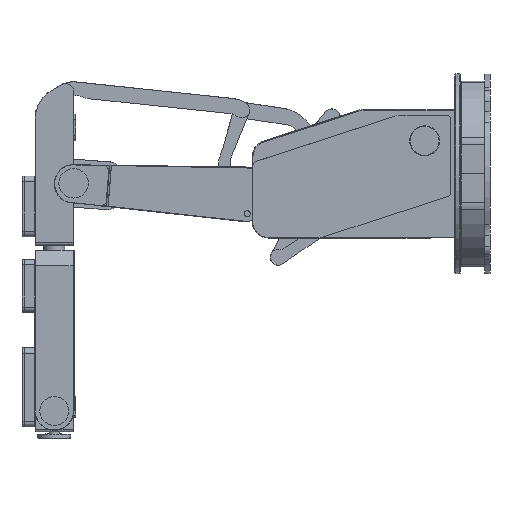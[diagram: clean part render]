
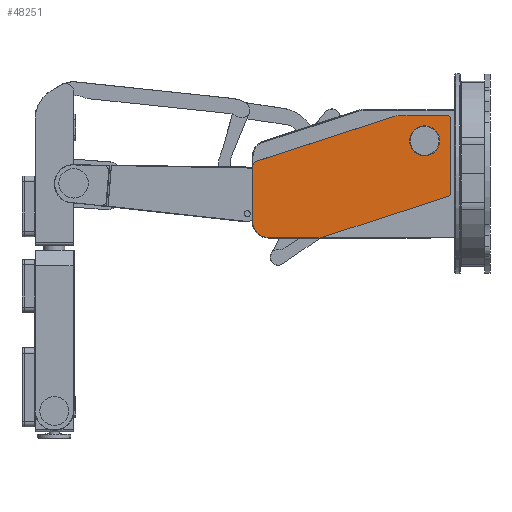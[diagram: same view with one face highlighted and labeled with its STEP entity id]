
A CAD part, left-side view. The second image highlights one B-rep face of the part: STEP entity #48251.
In plain terms, the highlighted planar face has unit normal (-1, 0, -0.003).
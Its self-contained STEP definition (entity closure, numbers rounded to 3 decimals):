
#87 = CIRCLE ( 'NONE', #34824, 30.5 ) ;
#679 = VERTEX_POINT ( 'NONE', #16783 ) ;
#696 = EDGE_LOOP ( 'NONE', ( #7880, #43991, #27213, #48579, #42279, #17820, #24997, #18682, #2132, #25294, #40502, #48864 ) ) ;
#869 = EDGE_CURVE ( 'NONE', #27444, #24882, #17887, .T. ) ;
#1869 = DIRECTION ( 'NONE',  ( -0.003, 0., 1. ) ) ;
#2132 = ORIENTED_EDGE ( 'NONE', *, *, #10278, .T. ) ;
#2993 = AXIS2_PLACEMENT_3D ( 'NONE', #41659, #41822, #26116 ) ;
#3004 = CARTESIAN_POINT ( 'NONE',  ( -161.958, 443.745, 23.553 ) ) ;
#3359 = DIRECTION ( 'NONE',  ( -1., 0., -0.003 ) ) ;
#4214 = CARTESIAN_POINT ( 'NONE',  ( -162.183, 180.673, 109.029 ) ) ;
#4278 = CARTESIAN_POINT ( 'NONE',  ( -161.575, 325.252, -121.477 ) ) ;
#4390 = CARTESIAN_POINT ( 'NONE',  ( -162.174, 75.5, 105.522 ) ) ;
#5184 = CARTESIAN_POINT ( 'NONE',  ( -161.782, 78.955, -43.02 ) ) ;
#5368 = CARTESIAN_POINT ( 'NONE',  ( -161.575, 420.5, -121.477 ) ) ;
#6614 = CIRCLE ( 'NONE', #24335, 30.5 ) ;
#6666 = CARTESIAN_POINT ( 'NONE',  ( -161.795, 80.5, -38.265 ) ) ;
#7010 = DIRECTION ( 'NONE',  ( -1., 0., -0.003 ) ) ;
#7092 = DIRECTION ( 'NONE',  ( -0.003, 0., 1. ) ) ;
#7308 = DIRECTION ( 'NONE',  ( 0., -1., 0. ) ) ;
#7674 = VERTEX_POINT ( 'NONE', #4390 ) ;
#7772 = EDGE_CURVE ( 'NONE', #679, #8588, #26353, .T. ) ;
#7880 = ORIENTED_EDGE ( 'NONE', *, *, #7772, .T. ) ;
#7969 = AXIS2_PLACEMENT_3D ( 'NONE', #33525, #33373, #25527 ) ;
#8237 = VECTOR ( 'NONE', #30432, 1000. ) ;
#8588 = VERTEX_POINT ( 'NONE', #5368 ) ;
#8924 = VECTOR ( 'NONE', #23386, 1000. ) ;
#9132 = VERTEX_POINT ( 'NONE', #9186 ) ;
#9186 = CARTESIAN_POINT ( 'NONE',  ( -161.795, 75.5, -38.265 ) ) ;
#10119 = CARTESIAN_POINT ( 'NONE',  ( -161.655, 420.5, -90.977 ) ) ;
#10278 = EDGE_CURVE ( 'NONE', #46494, #28149, #87, .T. ) ;
#10629 = CARTESIAN_POINT ( 'NONE',  ( -162.174, 80.5, 105.522 ) ) ;
#10716 = PLANE ( 'NONE',  #2993 ) ;
#12150 = VECTOR ( 'NONE', #35078, 1000. ) ;
#12152 = CIRCLE ( 'NONE', #7969, 10.5 ) ;
#12221 = DIRECTION ( 'NONE',  ( -1., 0., -0.003 ) ) ;
#13124 = EDGE_CURVE ( 'NONE', #8588, #22859, #15161, .T. ) ;
#13912 = VERTEX_POINT ( 'NONE', #23664 ) ;
#14267 = EDGE_CURVE ( 'NONE', #9132, #7674, #46136, .T. ) ;
#15062 = CARTESIAN_POINT ( 'NONE',  ( -162.183, 180.673, 109.029 ) ) ;
#15161 = LINE ( 'NONE', #48670, #25934 ) ;
#16607 = LINE ( 'NONE', #30934, #8237 ) ;
#16768 = EDGE_CURVE ( 'NONE', #7674, #37353, #45225, .T. ) ;
#16783 = CARTESIAN_POINT ( 'NONE',  ( -161.655, 451., -90.977 ) ) ;
#16809 = DIRECTION ( 'NONE',  ( -1., 0., -0.003 ) ) ;
#17748 = EDGE_CURVE ( 'NONE', #26819, #13912, #12152, .T. ) ;
#17820 = ORIENTED_EDGE ( 'NONE', *, *, #14267, .T. ) ;
#17887 = LINE ( 'NONE', #27234, #8924 ) ;
#18682 = ORIENTED_EDGE ( 'NONE', *, *, #21117, .T. ) ;
#21117 = EDGE_CURVE ( 'NONE', #37353, #46494, #16607, .T. ) ;
#22859 = VERTEX_POINT ( 'NONE', #4278 ) ;
#23386 = DIRECTION ( 'NONE',  ( -0.001, -0.951, 0.309 ) ) ;
#23664 = CARTESIAN_POINT ( 'NONE',  ( -161.931, 451., 13.567 ) ) ;
#24335 = AXIS2_PLACEMENT_3D ( 'NONE', #25183, #40240, #1869 ) ;
#24882 = VERTEX_POINT ( 'NONE', #5184 ) ;
#24997 = ORIENTED_EDGE ( 'NONE', *, *, #16768, .T. ) ;
#25183 = CARTESIAN_POINT ( 'NONE',  ( -161.655, 325.252, -90.977 ) ) ;
#25294 = ORIENTED_EDGE ( 'NONE', *, *, #38978, .T. ) ;
#25321 = LINE ( 'NONE', #4214, #12150 ) ;
#25527 = DIRECTION ( 'NONE',  ( -0.003, 0., 1. ) ) ;
#25934 = VECTOR ( 'NONE', #7308, 1000. ) ;
#26116 = DIRECTION ( 'NONE',  ( -0.003, 0., 1. ) ) ;
#26353 = CIRCLE ( 'NONE', #37289, 30.5 ) ;
#26819 = VERTEX_POINT ( 'NONE', #3004 ) ;
#27213 = ORIENTED_EDGE ( 'NONE', *, *, #35539, .T. ) ;
#27234 = CARTESIAN_POINT ( 'NONE',  ( -161.579, 315.827, -119.984 ) ) ;
#27444 = VERTEX_POINT ( 'NONE', #34325 ) ;
#27985 = EDGE_CURVE ( 'NONE', #24882, #9132, #45443, .T. ) ;
#28149 = VERTEX_POINT ( 'NONE', #15062 ) ;
#29364 = VECTOR ( 'NONE', #29992, 1000. ) ;
#29736 = AXIS2_PLACEMENT_3D ( 'NONE', #10629, #3359, #7092 ) ;
#29992 = DIRECTION ( 'NONE',  ( 0.003, 0., -1. ) ) ;
#30432 = DIRECTION ( 'NONE',  ( 0., 1., 0. ) ) ;
#30934 = CARTESIAN_POINT ( 'NONE',  ( -162.187, 80.5, 110.522 ) ) ;
#32866 = AXIS2_PLACEMENT_3D ( 'NONE', #6666, #7010, #48877 ) ;
#32969 = LINE ( 'NONE', #37901, #29364 ) ;
#33373 = DIRECTION ( 'NONE',  ( -1., 0., -0.003 ) ) ;
#33525 = CARTESIAN_POINT ( 'NONE',  ( -161.931, 440.5, 13.567 ) ) ;
#34325 = CARTESIAN_POINT ( 'NONE',  ( -161.579, 315.827, -119.984 ) ) ;
#34824 = AXIS2_PLACEMENT_3D ( 'NONE', #35155, #12221, #35325 ) ;
#35078 = DIRECTION ( 'NONE',  ( 0.001, 0.951, -0.309 ) ) ;
#35155 = CARTESIAN_POINT ( 'NONE',  ( -162.107, 171.248, 80.022 ) ) ;
#35325 = DIRECTION ( 'NONE',  ( -0.003, 0., 1. ) ) ;
#35539 = EDGE_CURVE ( 'NONE', #22859, #27444, #6614, .T. ) ;
#35797 = EDGE_CURVE ( 'NONE', #13912, #679, #32969, .T. ) ;
#36594 = CARTESIAN_POINT ( 'NONE',  ( -162.187, 171.248, 110.522 ) ) ;
#37289 = AXIS2_PLACEMENT_3D ( 'NONE', #10119, #16809, #47612 ) ;
#37353 = VERTEX_POINT ( 'NONE', #42656 ) ;
#37635 = CARTESIAN_POINT ( 'NONE',  ( -161.795, 75.5, -38.265 ) ) ;
#37901 = CARTESIAN_POINT ( 'NONE',  ( -161.931, 451., 13.567 ) ) ;
#38978 = EDGE_CURVE ( 'NONE', #28149, #26819, #25321, .T. ) ;
#39638 = FACE_OUTER_BOUND ( 'NONE', #696, .T. ) ;
#40240 = DIRECTION ( 'NONE',  ( -1., 0., -0.003 ) ) ;
#40502 = ORIENTED_EDGE ( 'NONE', *, *, #17748, .T. ) ;
#41395 = VECTOR ( 'NONE', #41792, 1000. ) ;
#41659 = CARTESIAN_POINT ( 'NONE',  ( -161.655, 420.5, -90.977 ) ) ;
#41792 = DIRECTION ( 'NONE',  ( -0.003, 0., 1. ) ) ;
#41822 = DIRECTION ( 'NONE',  ( -1., 0., -0.003 ) ) ;
#42279 = ORIENTED_EDGE ( 'NONE', *, *, #27985, .T. ) ;
#42656 = CARTESIAN_POINT ( 'NONE',  ( -162.187, 80.5, 110.522 ) ) ;
#43991 = ORIENTED_EDGE ( 'NONE', *, *, #13124, .T. ) ;
#45225 = CIRCLE ( 'NONE', #29736, 5. ) ;
#45443 = CIRCLE ( 'NONE', #32866, 5. ) ;
#46136 = LINE ( 'NONE', #37635, #41395 ) ;
#46494 = VERTEX_POINT ( 'NONE', #36594 ) ;
#47612 = DIRECTION ( 'NONE',  ( -0.003, 0., 1. ) ) ;
#48251 = ADVANCED_FACE ( 'NONE', ( #39638 ), #10716, .T. ) ;
#48579 = ORIENTED_EDGE ( 'NONE', *, *, #869, .T. ) ;
#48670 = CARTESIAN_POINT ( 'NONE',  ( -161.575, 420.5, -121.477 ) ) ;
#48864 = ORIENTED_EDGE ( 'NONE', *, *, #35797, .T. ) ;
#48877 = DIRECTION ( 'NONE',  ( -0.003, 0., 1. ) ) ;
